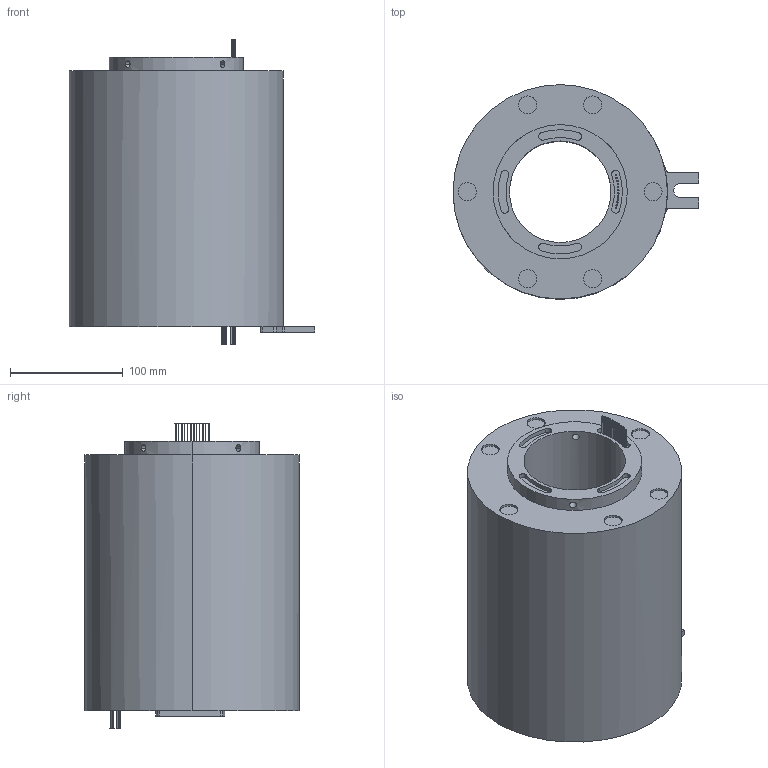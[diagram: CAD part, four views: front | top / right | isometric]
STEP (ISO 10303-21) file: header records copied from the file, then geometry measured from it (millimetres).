
FILE_DESCRIPTION (( 'STEP AP203' ), '1' );
FILE_NAME ('590-4812 Rev CI.STEP', '2013-09-03T15:56:10', ( '' ), ( '' ), 'SwSTEP 2.0', 'SolidWorks 2013', '' );
FILE_SCHEMA (( 'CONFIG_CONTROL_DESIGN' ));
Length unit declared in the file: millimetre
Products named in the file (1): 590-4812 Rev CI
Bounding box: 218 x 190 x 270.5 mm (x, y, z)
Volume: 5033337.2 mm3; surface area: 261659.9 mm2
Topology: 1 solids, 1 shells, 246 faces, 542 edges, 360 vertices
Faces by surface type: cylinder 155, plane 91
Entity records: 7489 total; most frequent: CARTESIAN_POINT 1661, DIRECTION 1318, ORIENTED_EDGE 1084, AXIS2_PLACEMENT_3D 545, EDGE_CURVE 542, VERTEX_POINT 360, EDGE_LOOP 318, CIRCLE 298
